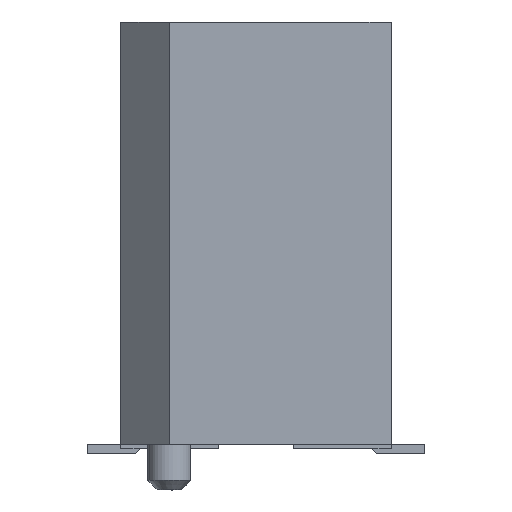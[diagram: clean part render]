
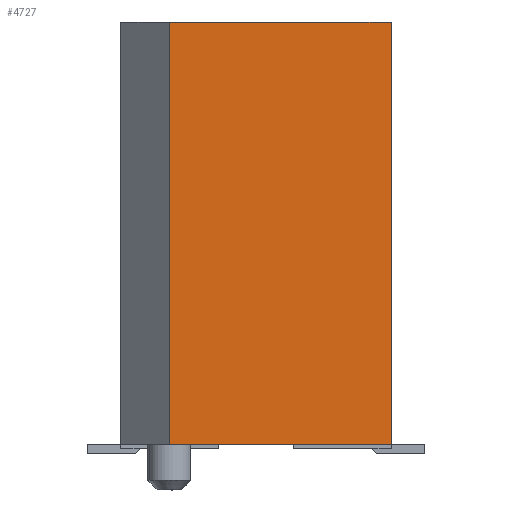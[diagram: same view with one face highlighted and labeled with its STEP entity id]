
A CAD part, left-side view. The second image highlights one B-rep face of the part: STEP entity #4727.
In plain terms, the highlighted planar face has unit normal (-1, 0, 0).
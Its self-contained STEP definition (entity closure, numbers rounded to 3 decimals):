
#133=FACE_OUTER_BOUND($,#409,.T.);
#409=EDGE_LOOP($,(#3506,#3507,#3508,#3509));
#785=LINE($,#6830,#1448);
#796=LINE($,#6851,#1459);
#869=LINE($,#6991,#1532);
#870=LINE($,#6992,#1533);
#1448=VECTOR($,#5538,8.75);
#1459=VECTOR($,#5557,4.6);
#1532=VECTOR($,#5668,8.75);
#1533=VECTOR($,#5669,4.6);
#2062=VERTEX_POINT($,#6827);
#2063=VERTEX_POINT($,#6829);
#2069=VERTEX_POINT($,#6849);
#2117=VERTEX_POINT($,#6990);
#2558=EDGE_CURVE($,#2063,#2062,#785,.T.);
#2569=EDGE_CURVE($,#2069,#2062,#796,.T.);
#2642=EDGE_CURVE($,#2069,#2117,#869,.T.);
#2643=EDGE_CURVE($,#2063,#2117,#870,.T.);
#3506=ORIENTED_EDGE($,*,*,#2642,.T.);
#3507=ORIENTED_EDGE($,*,*,#2643,.F.);
#3508=ORIENTED_EDGE($,*,*,#2558,.T.);
#3509=ORIENTED_EDGE($,*,*,#2569,.F.);
#4458=PLANE($,#5052);
#4727=ADVANCED_FACE($,(#133),#4458,.T.);
#5052=AXIS2_PLACEMENT_3D($,#6989,#5666,#5667);
#5538=DIRECTION($,(0.,0.,1.));
#5557=DIRECTION($,(0.,-1.,0.));
#5666=DIRECTION('center_axis',(-1.,0.,0.));
#5667=DIRECTION('ref_axis',(0.,0.,1.));
#5668=DIRECTION($,(0.,0.,-1.));
#5669=DIRECTION($,(0.,1.,0.));
#6827=CARTESIAN_POINT('',(-21.3,-2.8,8.95));
#6829=CARTESIAN_POINT('',(-21.3,-2.8,0.2));
#6830=CARTESIAN_POINT($,(-21.3,-2.8,0.1));
#6849=CARTESIAN_POINT('',(-21.3,1.8,8.95));
#6851=CARTESIAN_POINT($,(-21.3,0.,8.95));
#6989=CARTESIAN_POINT('Origin',(-21.3,-0.5,4.575));
#6990=CARTESIAN_POINT('',(-21.3,1.8,0.2));
#6991=CARTESIAN_POINT($,(-21.3,1.8,0.1));
#6992=CARTESIAN_POINT($,(-21.3,0.,0.2));
